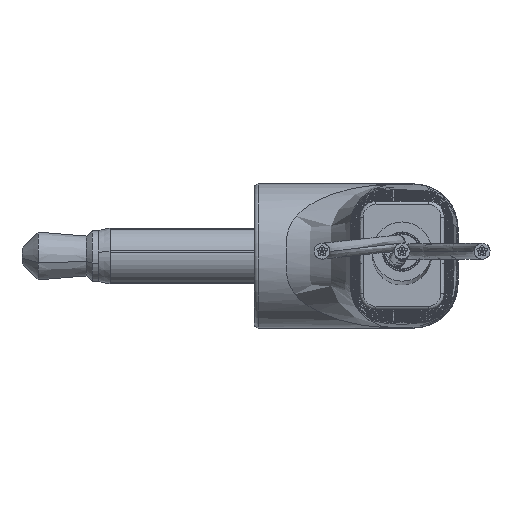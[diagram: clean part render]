
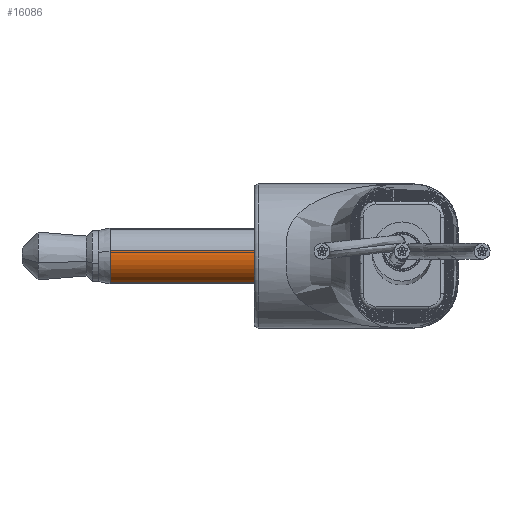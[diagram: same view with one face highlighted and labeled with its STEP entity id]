
A CAD part, top view. The second image highlights one B-rep face of the part: STEP entity #16086.
In plain terms, the highlighted cylindrical face has radius 1.75 mm (diameter 3.5 mm), a partial arc.
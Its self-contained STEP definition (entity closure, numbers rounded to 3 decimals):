
#2298 = ORIENTED_EDGE ( 'NONE', *, *, #2526, .T. ) ;
#2526 = EDGE_CURVE ( 'NONE', #14468, #10552, #3497, .T. ) ;
#3497 = LINE ( 'NONE', #30356, #15719 ) ;
#5011 = AXIS2_PLACEMENT_3D ( 'NONE', #27772, #15557, #20584 ) ;
#6960 = CARTESIAN_POINT ( 'NONE',  ( 1.75, 0., 0. ) ) ;
#7036 = ORIENTED_EDGE ( 'NONE', *, *, #19244, .F. ) ;
#7504 = DIRECTION ( 'NONE',  ( -1., 0., 0. ) ) ;
#7633 = EDGE_LOOP ( 'NONE', ( #7036, #2298, #20166, #11272 ) ) ;
#7849 = LINE ( 'NONE', #26058, #29916 ) ;
#7998 = CARTESIAN_POINT ( 'NONE',  ( 0., 0., 0. ) ) ;
#8734 = EDGE_CURVE ( 'NONE', #10552, #19239, #25443, .T. ) ;
#8768 = DIRECTION ( 'NONE',  ( 0., 0., -1. ) ) ;
#8897 = CYLINDRICAL_SURFACE ( 'NONE', #16210, 1.75 ) ;
#9372 = VERTEX_POINT ( 'NONE', #19918 ) ;
#10411 = AXIS2_PLACEMENT_3D ( 'NONE', #7998, #25030, #10462 ) ;
#10462 = DIRECTION ( 'NONE',  ( 1., 0., 0. ) ) ;
#10552 = VERTEX_POINT ( 'NONE', #6960 ) ;
#11272 = ORIENTED_EDGE ( 'NONE', *, *, #29367, .F. ) ;
#12727 = FACE_OUTER_BOUND ( 'NONE', #7633, .T. ) ;
#14468 = VERTEX_POINT ( 'NONE', #19009 ) ;
#15557 = DIRECTION ( 'NONE',  ( 0., 0., 1. ) ) ;
#15719 = VECTOR ( 'NONE', #8768, 1000. ) ;
#16086 = ADVANCED_FACE ( 'NONE', ( #12727 ), #8897, .T. ) ;
#16210 = AXIS2_PLACEMENT_3D ( 'NONE', #27088, #22321, #7504 ) ;
#18861 = DIRECTION ( 'NONE',  ( 0., 0., -1. ) ) ;
#19009 = CARTESIAN_POINT ( 'NONE',  ( 1.75, 0., 11.35 ) ) ;
#19239 = VERTEX_POINT ( 'NONE', #20268 ) ;
#19244 = EDGE_CURVE ( 'NONE', #14468, #9372, #25947, .T. ) ;
#19918 = CARTESIAN_POINT ( 'NONE',  ( -1.75, 0., 11.35 ) ) ;
#20166 = ORIENTED_EDGE ( 'NONE', *, *, #8734, .T. ) ;
#20268 = CARTESIAN_POINT ( 'NONE',  ( -1.75, 0., 0. ) ) ;
#20584 = DIRECTION ( 'NONE',  ( 1., 0., 0. ) ) ;
#22321 = DIRECTION ( 'NONE',  ( 0., 0., -1. ) ) ;
#25030 = DIRECTION ( 'NONE',  ( 0., 0., 1. ) ) ;
#25443 = CIRCLE ( 'NONE', #10411, 1.75 ) ;
#25947 = CIRCLE ( 'NONE', #5011, 1.75 ) ;
#26058 = CARTESIAN_POINT ( 'NONE',  ( -1.75, 0., 11.35 ) ) ;
#27088 = CARTESIAN_POINT ( 'NONE',  ( 0., 0., 11.35 ) ) ;
#27772 = CARTESIAN_POINT ( 'NONE',  ( 0., 0., 11.35 ) ) ;
#29367 = EDGE_CURVE ( 'NONE', #9372, #19239, #7849, .T. ) ;
#29916 = VECTOR ( 'NONE', #18861, 1000. ) ;
#30356 = CARTESIAN_POINT ( 'NONE',  ( 1.75, 0., 11.35 ) ) ;
